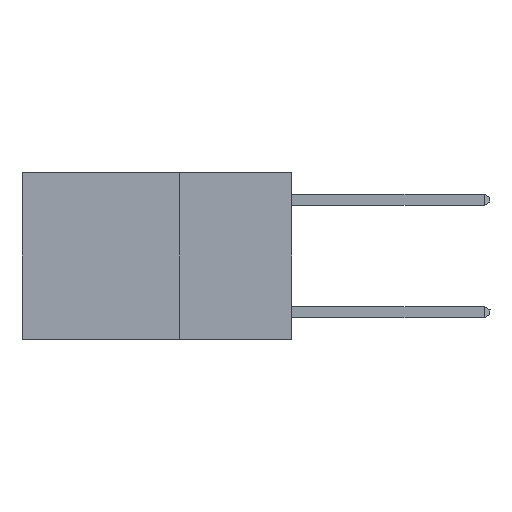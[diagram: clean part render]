
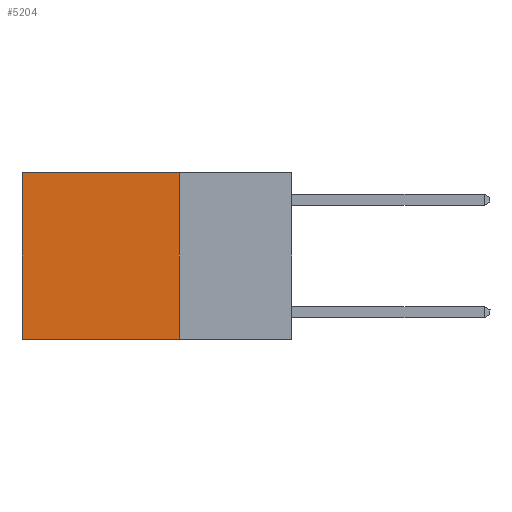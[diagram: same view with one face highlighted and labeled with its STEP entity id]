
A CAD part, left-side view. The second image highlights one B-rep face of the part: STEP entity #5204.
In plain terms, the highlighted planar face has unit normal (-1, 0, 0).
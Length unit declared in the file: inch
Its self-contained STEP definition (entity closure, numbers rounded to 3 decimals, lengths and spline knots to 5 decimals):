
#630 = DIRECTION ( 'NONE',  ( 0., 1., 0. ) ) ;
#2423 = EDGE_CURVE ( 'NONE', #16871, #15026, #13747, .T. ) ;
#2854 = CARTESIAN_POINT ( 'NONE',  ( 0.2625, 0.25, 0. ) ) ;
#3804 = VERTEX_POINT ( 'NONE', #22399 ) ;
#3946 = LINE ( 'NONE', #5656, #28868 ) ;
#4883 = CARTESIAN_POINT ( 'NONE',  ( 0.2625, 0.25, 0. ) ) ;
#4934 = VECTOR ( 'NONE', #8068, 39.37008 ) ;
#5204 = ADVANCED_FACE ( 'NONE', ( #21396 ), #19814, .F. ) ;
#5583 = CARTESIAN_POINT ( 'NONE',  ( 0.2625, 0.25, -0.37 ) ) ;
#5633 = LINE ( 'NONE', #2854, #24659 ) ;
#5656 = CARTESIAN_POINT ( 'NONE',  ( 0.2625, 0.25, 0. ) ) ;
#7411 = DIRECTION ( 'NONE',  ( 1., 0., 0. ) ) ;
#8068 = DIRECTION ( 'NONE',  ( 0., 1., 0. ) ) ;
#11680 = CARTESIAN_POINT ( 'NONE',  ( 0.2625, 0.6, 0. ) ) ;
#12602 = CARTESIAN_POINT ( 'NONE',  ( 0.2625, 0.6, 0. ) ) ;
#13747 = LINE ( 'NONE', #12602, #20038 ) ;
#14818 = ORIENTED_EDGE ( 'NONE', *, *, #23204, .F. ) ;
#15026 = VERTEX_POINT ( 'NONE', #29220 ) ;
#16871 = VERTEX_POINT ( 'NONE', #11680 ) ;
#17819 = EDGE_CURVE ( 'NONE', #3804, #16871, #3946, .T. ) ;
#17863 = DIRECTION ( 'NONE',  ( 0., 0., -1. ) ) ;
#19068 = ORIENTED_EDGE ( 'NONE', *, *, #17819, .T. ) ;
#19814 = PLANE ( 'NONE',  #30561 ) ;
#20038 = VECTOR ( 'NONE', #29820, 39.37008 ) ;
#21396 = FACE_OUTER_BOUND ( 'NONE', #23239, .T. ) ;
#22399 = CARTESIAN_POINT ( 'NONE',  ( 0.2625, 0.25, 0. ) ) ;
#23204 = EDGE_CURVE ( 'NONE', #3804, #25246, #5633, .T. ) ;
#23239 = EDGE_LOOP ( 'NONE', ( #25313, #31741, #14818, #19068 ) ) ;
#24659 = VECTOR ( 'NONE', #17863, 39.37008 ) ;
#24763 = DIRECTION ( 'NONE',  ( 0., 0., -1. ) ) ;
#24765 = LINE ( 'NONE', #5583, #4934 ) ;
#25246 = VERTEX_POINT ( 'NONE', #28126 ) ;
#25313 = ORIENTED_EDGE ( 'NONE', *, *, #2423, .T. ) ;
#28126 = CARTESIAN_POINT ( 'NONE',  ( 0.2625, 0.25, -0.37 ) ) ;
#28868 = VECTOR ( 'NONE', #630, 39.37008 ) ;
#29220 = CARTESIAN_POINT ( 'NONE',  ( 0.2625, 0.6, -0.37 ) ) ;
#29820 = DIRECTION ( 'NONE',  ( 0., 0., -1. ) ) ;
#30561 = AXIS2_PLACEMENT_3D ( 'NONE', #4883, #7411, #24763 ) ;
#31741 = ORIENTED_EDGE ( 'NONE', *, *, #32216, .F. ) ;
#32216 = EDGE_CURVE ( 'NONE', #25246, #15026, #24765, .T. ) ;
